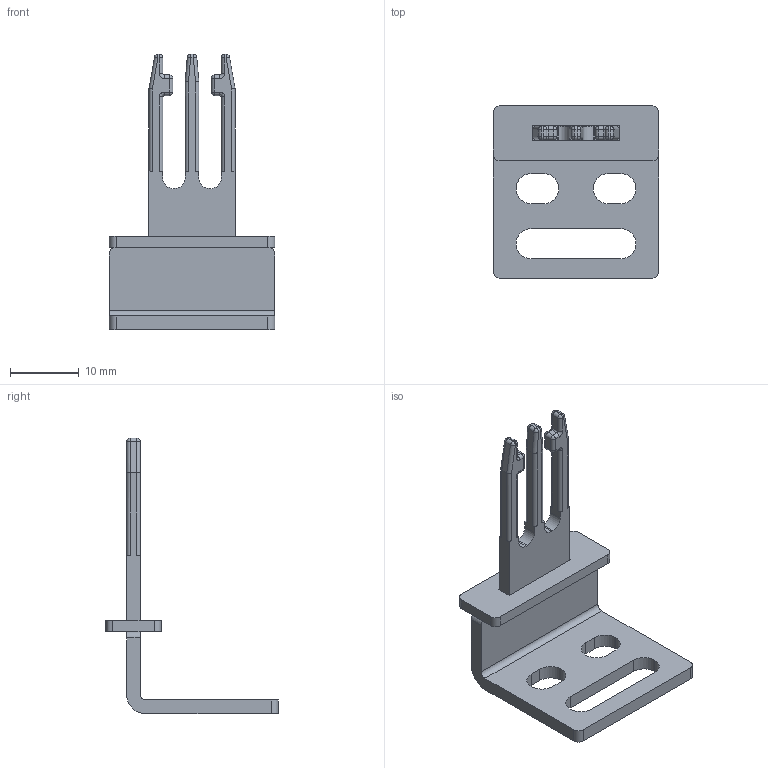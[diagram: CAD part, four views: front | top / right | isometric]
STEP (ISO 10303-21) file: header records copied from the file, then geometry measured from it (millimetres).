
FILE_DESCRIPTION (( 'STEP AP203' ), '1' );
FILE_NAME ('KEY35.step', '2021-02-10T13:20:10', ( '' ), ( '' ), 'SwSTEP 2.0', 'SolidWorks 2019', '' );
FILE_SCHEMA (( 'CONFIG_CONTROL_DESIGN' ));
Length unit declared in the file: inch
Products named in the file (1): KEY35
Bounding box: 24 x 25 x 40 mm (x, y, z)
Volume: 1964.9 mm3; surface area: 2773.8 mm2
Topology: 2 solids, 2 shells, 169 faces, 438 edges, 253 vertices
Faces by surface type: cylinder 81, plane 60, sphere 20, torus 8
Entity records: 5010 total; most frequent: DIRECTION 897, CARTESIAN_POINT 866, ORIENTED_EDGE 828, EDGE_CURVE 414, AXIS2_PLACEMENT_3D 324, LINE 249, VECTOR 249, VERTEX_POINT 249
